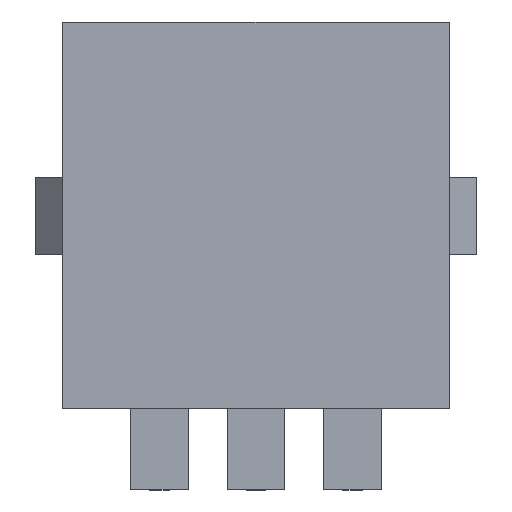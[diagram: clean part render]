
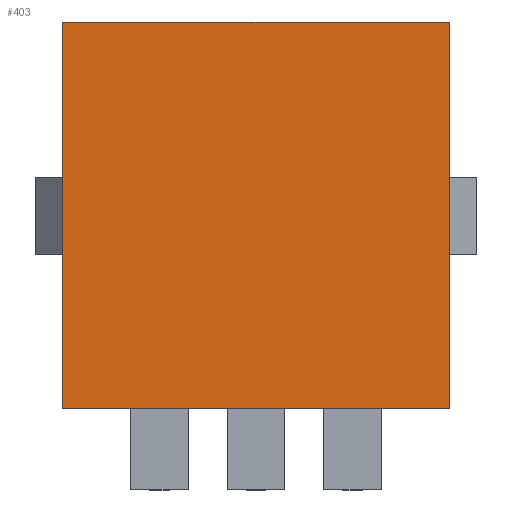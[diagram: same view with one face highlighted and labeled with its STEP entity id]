
A CAD part, top view. The second image highlights one B-rep face of the part: STEP entity #403.
In plain terms, the highlighted planar face has unit normal (0, 0, 1).
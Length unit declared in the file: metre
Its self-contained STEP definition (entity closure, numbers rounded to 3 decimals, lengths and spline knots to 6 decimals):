
#257 = EDGE_CURVE( '', #726, #727, #728, .T. );
#323 = EDGE_CURVE( '', #727, #840, #841, .T. );
#403 = ADVANCED_FACE( '', ( #961 ), #962, .F. );
#423 = EDGE_CURVE( '', #840, #983, #992, .T. );
#589 = EDGE_CURVE( '', #983, #726, #1206, .T. );
#726 = VERTEX_POINT( '', #1353 );
#727 = VERTEX_POINT( '', #1354 );
#728 = LINE( '', #1355, #1356 );
#840 = VERTEX_POINT( '', #1523 );
#841 = LINE( '', #1524, #1525 );
#961 = FACE_OUTER_BOUND( '', #1700, .T. );
#962 = PLANE( '', #1701 );
#983 = VERTEX_POINT( '', #1729 );
#992 = LINE( '', #1742, #1743 );
#1206 = LINE( '', #2071, #2072 );
#1353 = CARTESIAN_POINT( '', ( -0.005, -0.004945, 0.006856 ) );
#1354 = CARTESIAN_POINT( '', ( 0.005, -0.004945, 0.006856 ) );
#1355 = CARTESIAN_POINT( '', ( -0.005, -0.004945, 0.006856 ) );
#1356 = VECTOR( '', #2277, 1. );
#1523 = CARTESIAN_POINT( '', ( 0.005, 0.005055, 0.006856 ) );
#1524 = CARTESIAN_POINT( '', ( 0.005, -0.004945, 0.006856 ) );
#1525 = VECTOR( '', #2347, 1. );
#1700 = EDGE_LOOP( '', ( #2495, #2496, #2497, #2498 ) );
#1701 = AXIS2_PLACEMENT_3D( '', #2499, #2500, #2501 );
#1729 = CARTESIAN_POINT( '', ( -0.005, 0.005055, 0.006856 ) );
#1742 = CARTESIAN_POINT( '', ( -0.005, 0.005055, 0.006856 ) );
#1743 = VECTOR( '', #2551, 1. );
#2071 = CARTESIAN_POINT( '', ( -0.005, -0.004945, 0.006856 ) );
#2072 = VECTOR( '', #2849, 1. );
#2277 = DIRECTION( '', ( 1., 0., 0. ) );
#2347 = DIRECTION( '', ( 0., 1., 0. ) );
#2495 = ORIENTED_EDGE( '', *, *, #323, .T. );
#2496 = ORIENTED_EDGE( '', *, *, #423, .T. );
#2497 = ORIENTED_EDGE( '', *, *, #589, .T. );
#2498 = ORIENTED_EDGE( '', *, *, #257, .T. );
#2499 = CARTESIAN_POINT( '', ( 0., 0.000055, 0.006856 ) );
#2500 = DIRECTION( '', ( 0., 0., -1. ) );
#2501 = DIRECTION( '', ( 0., -1., 0. ) );
#2551 = DIRECTION( '', ( -1., 0., 0. ) );
#2849 = DIRECTION( '', ( 0., -1., 0. ) );
